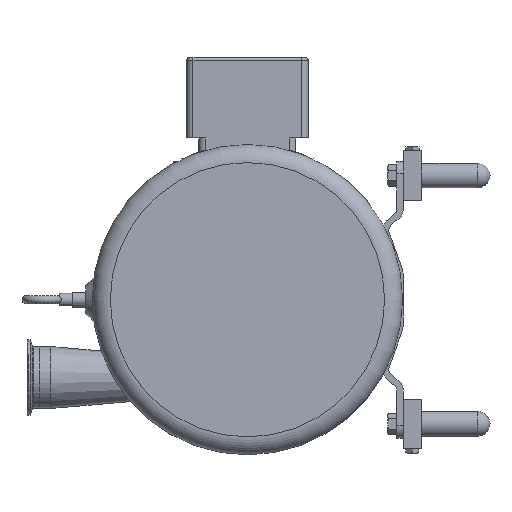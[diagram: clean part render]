
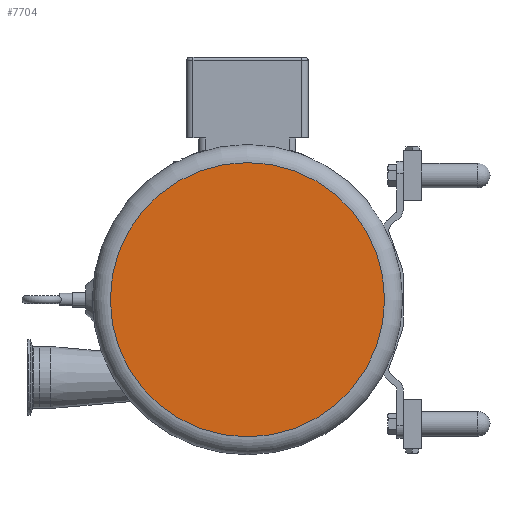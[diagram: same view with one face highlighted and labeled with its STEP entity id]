
A CAD part, left-side view. The second image highlights one B-rep face of the part: STEP entity #7704.
In plain terms, the highlighted planar face has unit normal (-1, 0, 0).
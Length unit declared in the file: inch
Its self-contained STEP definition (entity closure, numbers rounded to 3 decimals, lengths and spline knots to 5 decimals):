
#1557=PLANE('',#8424);
#1925=FACE_OUTER_BOUND('',#2371,.T.);
#2371=EDGE_LOOP('',(#6581,#6582));
#2761=CIRCLE('',#8425,5.524);
#2762=CIRCLE('',#8426,5.524);
#3596=VERTEX_POINT('',#13731);
#3597=VERTEX_POINT('',#13732);
#4653=EDGE_CURVE('',#3596,#3597,#2761,.T.);
#4654=EDGE_CURVE('',#3597,#3596,#2762,.T.);
#6581=ORIENTED_EDGE('',*,*,#4653,.F.);
#6582=ORIENTED_EDGE('',*,*,#4654,.F.);
#7704=ADVANCED_FACE('',(#1925),#1557,.T.);
#8424=AXIS2_PLACEMENT_3D('',#13730,#10304,#10305);
#8425=AXIS2_PLACEMENT_3D('',#13733,#10306,#10307);
#8426=AXIS2_PLACEMENT_3D('',#13734,#10308,#10309);
#10304=DIRECTION('center_axis',(-1.,0.,0.));
#10305=DIRECTION('ref_axis',(0.,1.,0.));
#10306=DIRECTION('center_axis',(1.,0.,0.));
#10307=DIRECTION('ref_axis',(0.,0.,
1.));
#10308=DIRECTION('center_axis',(1.,0.,0.));
#10309=DIRECTION('ref_axis',(0.,0.,
1.));
#13730=CARTESIAN_POINT('Origin',(-24.856,0.,-6.25));
#13731=CARTESIAN_POINT('',(-24.856,0.,-5.524));
#13732=CARTESIAN_POINT('',(-24.856,5.524,0.));
#13733=CARTESIAN_POINT('Origin',(-24.856,0.,0.));
#13734=CARTESIAN_POINT('Origin',(-24.856,0.,0.));
